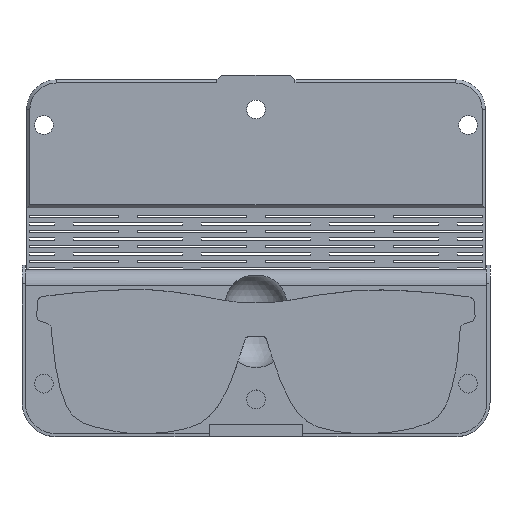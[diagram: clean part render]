
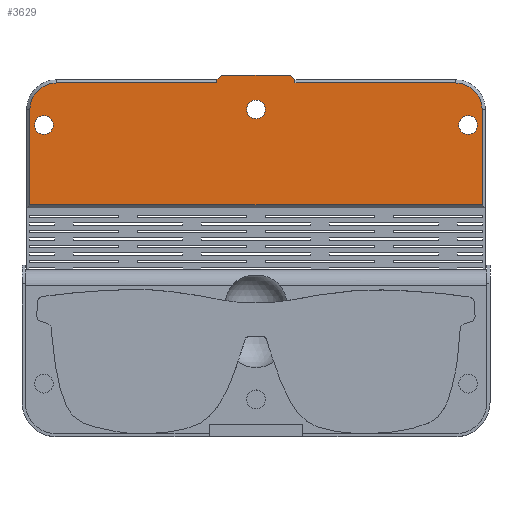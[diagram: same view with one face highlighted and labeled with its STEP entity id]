
A CAD part, top view. The second image highlights one B-rep face of the part: STEP entity #3629.
In plain terms, the highlighted planar face has unit normal (0, 0, 1).
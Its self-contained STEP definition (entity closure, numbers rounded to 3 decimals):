
#111 = VERTEX_POINT('',#112);
#112 = CARTESIAN_POINT('',(-72.5,46.884,2.));
#118 = EDGE_CURVE('',#119,#111,#121,.T.);
#119 = VERTEX_POINT('',#120);
#120 = CARTESIAN_POINT('',(-72.5,77.434,2.));
#121 = LINE('',#122,#123);
#122 = CARTESIAN_POINT('',(-72.5,77.434,2.));
#123 = VECTOR('',#124,1.);
#124 = DIRECTION('',(0.,-1.,0.));
#3537 = VERTEX_POINT('',#3538);
#3538 = CARTESIAN_POINT('',(-64.,85.934,2.));
#3546 = EDGE_CURVE('',#3537,#119,#3547,.T.);
#3547 = CIRCLE('',#3548,8.5);
#3548 = AXIS2_PLACEMENT_3D('',#3549,#3550,#3551);
#3549 = CARTESIAN_POINT('',(-64.,77.434,2.));
#3550 = DIRECTION('',(0.,-0.,1.));
#3551 = DIRECTION('',(0.,1.,0.));
#3611 = VERTEX_POINT('',#3612);
#3612 = CARTESIAN_POINT('',(72.5,46.884,2.));
#3618 = EDGE_CURVE('',#111,#3611,#3619,.T.);
#3619 = LINE('',#3620,#3621);
#3620 = CARTESIAN_POINT('',(-73.5,46.884,2.));
#3621 = VECTOR('',#3622,1.);
#3622 = DIRECTION('',(1.,0.,0.));
#3629 = ADVANCED_FACE('',(#3630,#3722,#3733,#3744),#3755,.T.);
#3630 = FACE_BOUND('',#3631,.T.);
#3631 = EDGE_LOOP('',(#3632,#3633,#3641,#3650,#3658,#3666,#3674,#3682,
    #3690,#3698,#3706,#3714,#3720,#3721));
#3632 = ORIENTED_EDGE('',*,*,#3618,.T.);
#3633 = ORIENTED_EDGE('',*,*,#3634,.T.);
#3634 = EDGE_CURVE('',#3611,#3635,#3637,.T.);
#3635 = VERTEX_POINT('',#3636);
#3636 = CARTESIAN_POINT('',(72.5,77.434,2.));
#3637 = LINE('',#3638,#3639);
#3638 = CARTESIAN_POINT('',(72.5,46.884,2.));
#3639 = VECTOR('',#3640,1.);
#3640 = DIRECTION('',(0.,1.,0.));
#3641 = ORIENTED_EDGE('',*,*,#3642,.T.);
#3642 = EDGE_CURVE('',#3635,#3643,#3645,.T.);
#3643 = VERTEX_POINT('',#3644);
#3644 = CARTESIAN_POINT('',(64.,85.934,2.));
#3645 = CIRCLE('',#3646,8.5);
#3646 = AXIS2_PLACEMENT_3D('',#3647,#3648,#3649);
#3647 = CARTESIAN_POINT('',(64.,77.434,2.));
#3648 = DIRECTION('',(0.,0.,1.));
#3649 = DIRECTION('',(1.,0.,-0.));
#3650 = ORIENTED_EDGE('',*,*,#3651,.T.);
#3651 = EDGE_CURVE('',#3643,#3652,#3654,.T.);
#3652 = VERTEX_POINT('',#3653);
#3653 = CARTESIAN_POINT('',(12.5,85.934,2.));
#3654 = LINE('',#3655,#3656);
#3655 = CARTESIAN_POINT('',(64.,85.934,2.));
#3656 = VECTOR('',#3657,1.);
#3657 = DIRECTION('',(-1.,0.,0.));
#3658 = ORIENTED_EDGE('',*,*,#3659,.F.);
#3659 = EDGE_CURVE('',#3660,#3652,#3662,.T.);
#3660 = VERTEX_POINT('',#3661);
#3661 = CARTESIAN_POINT('',(12.5,86.934,2.));
#3662 = LINE('',#3663,#3664);
#3663 = CARTESIAN_POINT('',(12.5,77.054,2.));
#3664 = VECTOR('',#3665,1.);
#3665 = DIRECTION('',(0.,-1.,0.));
#3666 = ORIENTED_EDGE('',*,*,#3667,.T.);
#3667 = EDGE_CURVE('',#3660,#3668,#3670,.T.);
#3668 = VERTEX_POINT('',#3669);
#3669 = CARTESIAN_POINT('',(12.5,86.984,2.));
#3670 = LINE('',#3671,#3672);
#3671 = CARTESIAN_POINT('',(12.5,86.934,2.));
#3672 = VECTOR('',#3673,1.);
#3673 = DIRECTION('',(0.,1.,0.));
#3674 = ORIENTED_EDGE('',*,*,#3675,.T.);
#3675 = EDGE_CURVE('',#3668,#3676,#3678,.T.);
#3676 = VERTEX_POINT('',#3677);
#3677 = CARTESIAN_POINT('',(11.05,88.434,2.));
#3678 = LINE('',#3679,#3680);
#3679 = CARTESIAN_POINT('',(13.965,85.519,2.));
#3680 = VECTOR('',#3681,1.);
#3681 = DIRECTION('',(-0.707,0.707,0.));
#3682 = ORIENTED_EDGE('',*,*,#3683,.T.);
#3683 = EDGE_CURVE('',#3676,#3684,#3686,.T.);
#3684 = VERTEX_POINT('',#3685);
#3685 = CARTESIAN_POINT('',(-11.05,88.434,2.));
#3686 = LINE('',#3687,#3688);
#3687 = CARTESIAN_POINT('',(12.5,88.434,2.));
#3688 = VECTOR('',#3689,1.);
#3689 = DIRECTION('',(-1.,0.,0.));
#3690 = ORIENTED_EDGE('',*,*,#3691,.F.);
#3691 = EDGE_CURVE('',#3692,#3684,#3694,.T.);
#3692 = VERTEX_POINT('',#3693);
#3693 = CARTESIAN_POINT('',(-12.5,86.984,2.));
#3694 = LINE('',#3695,#3696);
#3695 = CARTESIAN_POINT('',(-13.965,85.519,2.));
#3696 = VECTOR('',#3697,1.);
#3697 = DIRECTION('',(0.707,0.707,0.));
#3698 = ORIENTED_EDGE('',*,*,#3699,.F.);
#3699 = EDGE_CURVE('',#3700,#3692,#3702,.T.);
#3700 = VERTEX_POINT('',#3701);
#3701 = CARTESIAN_POINT('',(-12.5,86.934,2.));
#3702 = LINE('',#3703,#3704);
#3703 = CARTESIAN_POINT('',(-12.5,86.934,2.));
#3704 = VECTOR('',#3705,1.);
#3705 = DIRECTION('',(0.,1.,0.));
#3706 = ORIENTED_EDGE('',*,*,#3707,.T.);
#3707 = EDGE_CURVE('',#3700,#3708,#3710,.T.);
#3708 = VERTEX_POINT('',#3709);
#3709 = CARTESIAN_POINT('',(-12.5,85.934,2.));
#3710 = LINE('',#3711,#3712);
#3711 = CARTESIAN_POINT('',(-12.5,77.054,2.));
#3712 = VECTOR('',#3713,1.);
#3713 = DIRECTION('',(0.,-1.,0.));
#3714 = ORIENTED_EDGE('',*,*,#3715,.T.);
#3715 = EDGE_CURVE('',#3708,#3537,#3716,.T.);
#3716 = LINE('',#3717,#3718);
#3717 = CARTESIAN_POINT('',(-12.5,85.934,2.));
#3718 = VECTOR('',#3719,1.);
#3719 = DIRECTION('',(-1.,0.,0.));
#3720 = ORIENTED_EDGE('',*,*,#3546,.T.);
#3721 = ORIENTED_EDGE('',*,*,#118,.T.);
#3722 = FACE_BOUND('',#3723,.T.);
#3723 = EDGE_LOOP('',(#3724));
#3724 = ORIENTED_EDGE('',*,*,#3725,.F.);
#3725 = EDGE_CURVE('',#3726,#3726,#3728,.T.);
#3726 = VERTEX_POINT('',#3727);
#3727 = CARTESIAN_POINT('',(-65.,72.434,2.));
#3728 = CIRCLE('',#3729,3.);
#3729 = AXIS2_PLACEMENT_3D('',#3730,#3731,#3732);
#3730 = CARTESIAN_POINT('',(-68.,72.434,2.));
#3731 = DIRECTION('',(0.,0.,1.));
#3732 = DIRECTION('',(1.,0.,0.));
#3733 = FACE_BOUND('',#3734,.T.);
#3734 = EDGE_LOOP('',(#3735));
#3735 = ORIENTED_EDGE('',*,*,#3736,.F.);
#3736 = EDGE_CURVE('',#3737,#3737,#3739,.T.);
#3737 = VERTEX_POINT('',#3738);
#3738 = CARTESIAN_POINT('',(71.,72.434,2.));
#3739 = CIRCLE('',#3740,3.);
#3740 = AXIS2_PLACEMENT_3D('',#3741,#3742,#3743);
#3741 = CARTESIAN_POINT('',(68.,72.434,2.));
#3742 = DIRECTION('',(0.,0.,1.));
#3743 = DIRECTION('',(1.,0.,0.));
#3744 = FACE_BOUND('',#3745,.T.);
#3745 = EDGE_LOOP('',(#3746));
#3746 = ORIENTED_EDGE('',*,*,#3747,.F.);
#3747 = EDGE_CURVE('',#3748,#3748,#3750,.T.);
#3748 = VERTEX_POINT('',#3749);
#3749 = CARTESIAN_POINT('',(3.,77.434,2.));
#3750 = CIRCLE('',#3751,3.);
#3751 = AXIS2_PLACEMENT_3D('',#3752,#3753,#3754);
#3752 = CARTESIAN_POINT('',(0.,77.434,2.));
#3753 = DIRECTION('',(0.,0.,1.));
#3754 = DIRECTION('',(1.,0.,0.));
#3755 = PLANE('',#3756);
#3756 = AXIS2_PLACEMENT_3D('',#3757,#3758,#3759);
#3757 = CARTESIAN_POINT('',(0.,67.174,2.));
#3758 = DIRECTION('',(0.,0.,1.));
#3759 = DIRECTION('',(1.,0.,0.));
